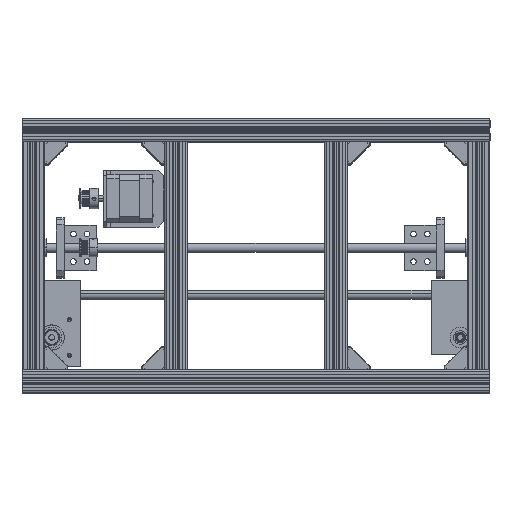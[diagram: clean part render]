
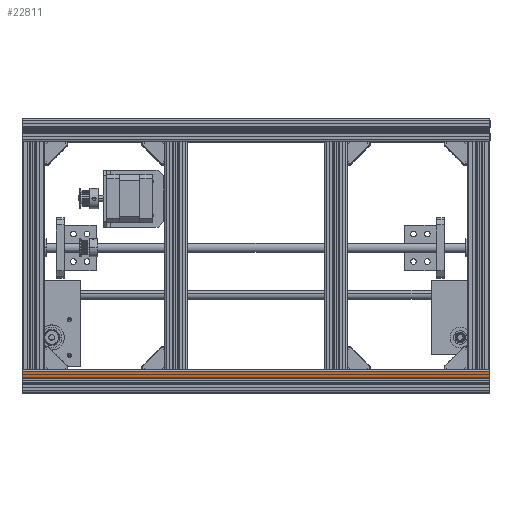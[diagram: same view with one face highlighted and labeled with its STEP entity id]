
A CAD part, top view. The second image highlights one B-rep face of the part: STEP entity #22811.
In plain terms, the highlighted face is planar.
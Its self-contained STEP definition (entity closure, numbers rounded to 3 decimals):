
#3180 = ORIENTED_EDGE ( 'NONE', *, *, #9028, .F. ) ;
#3269 = DIRECTION ( 'NONE',  ( 0., 1., 0. ) ) ;
#3654 = FACE_OUTER_BOUND ( 'NONE', #39337, .T. ) ;
#4766 = ORIENTED_EDGE ( 'NONE', *, *, #35612, .F. ) ;
#6072 = CARTESIAN_POINT ( 'NONE',  ( -4.524, 0.167, 0. ) ) ;
#6151 = EDGE_CURVE ( 'NONE', #14014, #35113, #24187, .T. ) ;
#6193 = CARTESIAN_POINT ( 'NONE',  ( -4.524, 0.167, 0. ) ) ;
#6501 = ORIENTED_EDGE ( 'NONE', *, *, #6151, .T. ) ;
#7314 = CARTESIAN_POINT ( 'NONE',  ( -4.524, 0.167, 410. ) ) ;
#8360 = ORIENTED_EDGE ( 'NONE', *, *, #23106, .T. ) ;
#8453 = CARTESIAN_POINT ( 'NONE',  ( -4.524, 0.167, 410. ) ) ;
#9028 = EDGE_CURVE ( 'NONE', #27903, #26110, #16743, .T. ) ;
#11239 = VECTOR ( 'NONE', #3269, 1000. ) ;
#14014 = VERTEX_POINT ( 'NONE', #31040 ) ;
#14837 = CARTESIAN_POINT ( 'NONE',  ( -4.524, 5.529, 0. ) ) ;
#15517 = LINE ( 'NONE', #6193, #11239 ) ;
#16743 = LINE ( 'NONE', #21036, #39215 ) ;
#19031 = VECTOR ( 'NONE', #32163, 1000. ) ;
#19256 = DIRECTION ( 'NONE',  ( 0., 0., -1. ) ) ;
#20226 = DIRECTION ( 'NONE',  ( -1., 0., 0. ) ) ;
#21036 = CARTESIAN_POINT ( 'NONE',  ( -4.524, 5.529, 410. ) ) ;
#21375 = LINE ( 'NONE', #7314, #19031 ) ;
#22811 = ADVANCED_FACE ( 'NONE', ( #3654 ), #26804, .F. ) ;
#23106 = EDGE_CURVE ( 'NONE', #35113, #26110, #15517, .T. ) ;
#24187 = LINE ( 'NONE', #28203, #27499 ) ;
#24857 = CARTESIAN_POINT ( 'NONE',  ( -4.524, 5.529, 410. ) ) ;
#26110 = VERTEX_POINT ( 'NONE', #14837 ) ;
#26420 = DIRECTION ( 'NONE',  ( 0., -1., 0. ) ) ;
#26804 = PLANE ( 'NONE',  #32499 ) ;
#27499 = VECTOR ( 'NONE', #19256, 1000. ) ;
#27903 = VERTEX_POINT ( 'NONE', #24857 ) ;
#28203 = CARTESIAN_POINT ( 'NONE',  ( -4.524, 0.167, 410. ) ) ;
#30266 = DIRECTION ( 'NONE',  ( 0., 0., -1. ) ) ;
#31040 = CARTESIAN_POINT ( 'NONE',  ( -4.524, 0.167, 410. ) ) ;
#32163 = DIRECTION ( 'NONE',  ( 0., 1., 0. ) ) ;
#32499 = AXIS2_PLACEMENT_3D ( 'NONE', #8453, #20226, #26420 ) ;
#35113 = VERTEX_POINT ( 'NONE', #6072 ) ;
#35612 = EDGE_CURVE ( 'NONE', #14014, #27903, #21375, .T. ) ;
#39215 = VECTOR ( 'NONE', #30266, 1000. ) ;
#39337 = EDGE_LOOP ( 'NONE', ( #8360, #3180, #4766, #6501 ) ) ;
